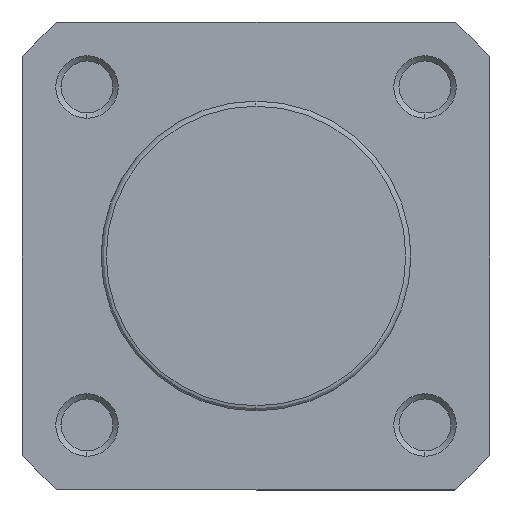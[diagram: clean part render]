
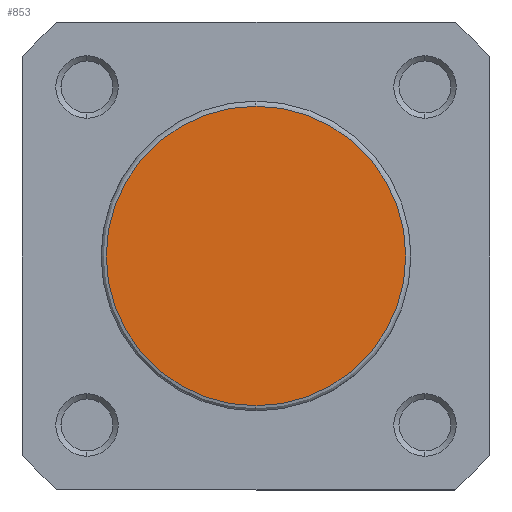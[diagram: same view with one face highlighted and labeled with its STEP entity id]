
A CAD part, left-side view. The second image highlights one B-rep face of the part: STEP entity #853.
In plain terms, the highlighted planar face has unit normal (-1, 0, 0).
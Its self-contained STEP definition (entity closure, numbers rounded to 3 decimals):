
#432 = CARTESIAN_POINT ( 'NONE',  ( 0., 0., 0. ) ) ;
#433 = DIRECTION ( 'NONE',  ( -1., 0., 0. ) ) ;
#434 = DIRECTION ( 'NONE',  ( 0., 0., 1. ) ) ;
#561 = CARTESIAN_POINT ( 'NONE',  ( 0., 0., 0. ) ) ;
#568 = DIRECTION ( 'NONE',  ( -1., 0., 0. ) ) ;
#569 = DIRECTION ( 'NONE',  ( 0., 0., 1. ) ) ;
#705 = AXIS2_PLACEMENT_3D ( 'NONE', #561, #568, #569 ) ;
#853 = ADVANCED_FACE ( 'NONE', ( #2111 ), #2421, .T. ) ;
#988 = ORIENTED_EDGE ( 'NONE', *, *, #6206, .T. ) ;
#989 = ORIENTED_EDGE ( 'NONE', *, *, #6262, .T. ) ;
#1434 = EDGE_LOOP ( 'NONE', ( #988, #989 ) ) ;
#1996 = CARTESIAN_POINT ( 'NONE',  ( 0., -14.9, 0. ) ) ;
#2111 = FACE_OUTER_BOUND ( 'NONE', #1434, .T. ) ;
#2421 = PLANE ( 'NONE',  #5154 ) ;
#2552 = DIRECTION ( 'NONE',  ( 0., 0., 1. ) ) ;
#2610 = DIRECTION ( 'NONE',  ( -1., 0., 0. ) ) ;
#3265 = CIRCLE ( 'NONE', #5384, 14.4 ) ;
#3351 = CIRCLE ( 'NONE', #705, 14.4 ) ;
#4353 = CARTESIAN_POINT ( 'NONE',  ( 0., 0., 14.4 ) ) ;
#4375 = CARTESIAN_POINT ( 'NONE',  ( 0., 0., -14.4 ) ) ;
#5154 = AXIS2_PLACEMENT_3D ( 'NONE', #1996, #2610, #2552 ) ;
#5384 = AXIS2_PLACEMENT_3D ( 'NONE', #432, #433, #434 ) ;
#5675 = VERTEX_POINT ( 'NONE', #4353 ) ;
#5692 = VERTEX_POINT ( 'NONE', #4375 ) ;
#6206 = EDGE_CURVE ( 'NONE', #5675, #5692, #3265, .T. ) ;
#6262 = EDGE_CURVE ( 'NONE', #5692, #5675, #3351, .T. ) ;
